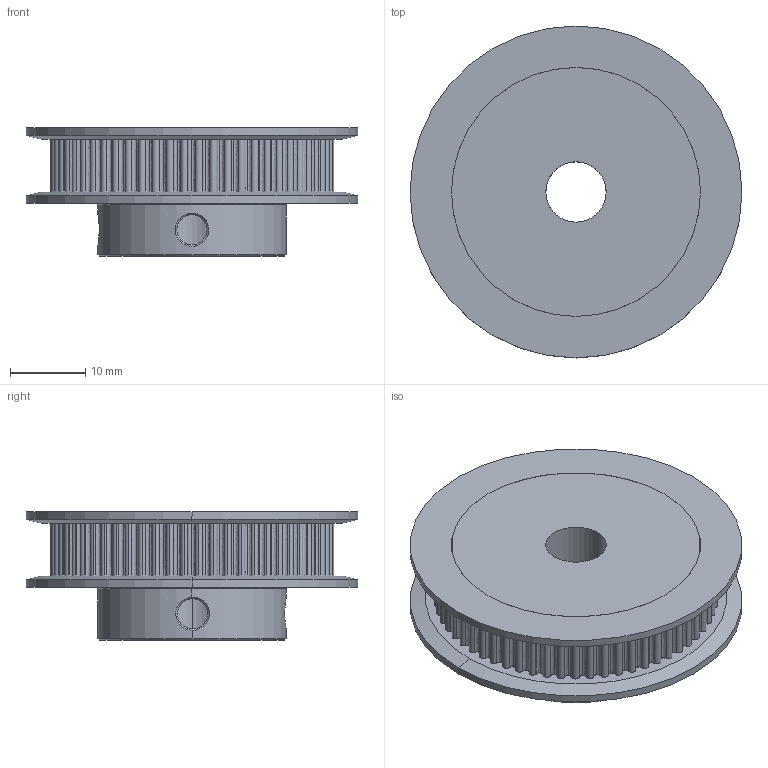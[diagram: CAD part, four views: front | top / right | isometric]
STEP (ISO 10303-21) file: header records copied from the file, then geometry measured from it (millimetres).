
FILE_DESCRIPTION (( 'STEP AP203' ), '1' );
FILE_NAME ('GT2 60 teeth pulley_Default_sldprt.STEP', '2023-01-28T16:53:49', ( 'Windows User' ), ( '' ), 'SwSTEP 2.0', 'SolidWorks 2022', '' );
FILE_SCHEMA (( 'CONFIG_CONTROL_DESIGN' ));
Length unit declared in the file: millimetre
Products named in the file (1): GT2 60 teeth pulley_Default_sldprt
Bounding box: 44 x 44 x 17 mm (x, y, z)
Volume: 14264.5 mm3; surface area: 6406.5 mm2
Topology: 1 solids, 1 shells, 487 faces, 1192 edges, 712 vertices
Faces by surface type: plane 249, bspline 124, cylinder 104, cone 10
Entity records: 16259 total; most frequent: CARTESIAN_POINT 5570, ORIENTED_EDGE 2384, DIRECTION 1866, EDGE_CURVE 1192, LINE 718, VECTOR 718, VERTEX_POINT 712, AXIS2_PLACEMENT_3D 574
